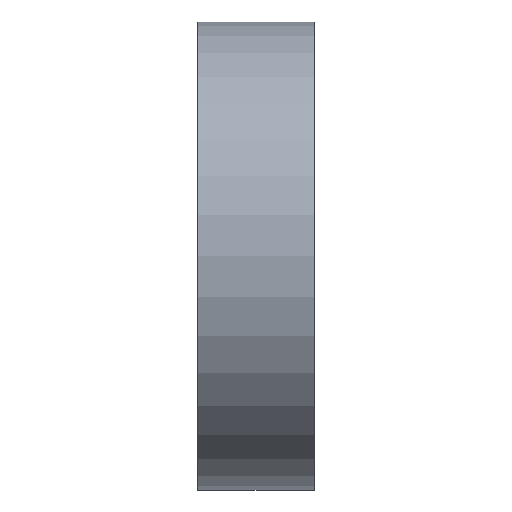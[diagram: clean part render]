
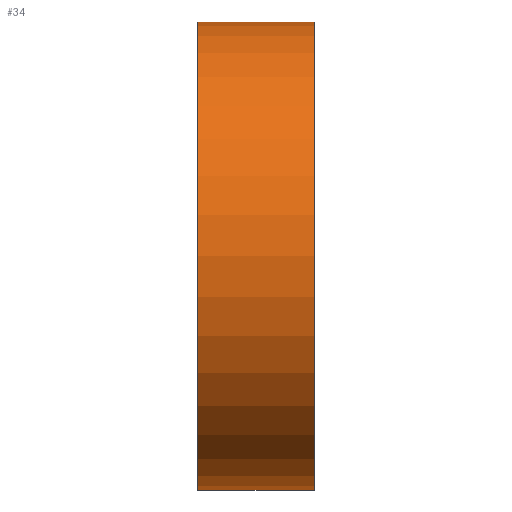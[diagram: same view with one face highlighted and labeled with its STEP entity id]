
A CAD part, left-side view. The second image highlights one B-rep face of the part: STEP entity #34.
In plain terms, the highlighted cylindrical face has radius 4 mm (diameter 8 mm), a partial arc.
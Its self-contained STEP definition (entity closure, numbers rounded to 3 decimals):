
#28 = VERTEX_POINT ( 'NONE', #316 ) ;
#34 = ADVANCED_FACE ( 'NONE', ( #250 ), #152, .T. ) ;
#43 = DIRECTION ( 'NONE',  ( 0., 0., 1. ) ) ;
#46 = DIRECTION ( 'NONE',  ( 0., 0., 1. ) ) ;
#69 = VECTOR ( 'NONE', #77, 1000. ) ;
#71 = VERTEX_POINT ( 'NONE', #179 ) ;
#75 = DIRECTION ( 'NONE',  ( 0., 1., 0. ) ) ;
#77 = DIRECTION ( 'NONE',  ( 0., -1., 0. ) ) ;
#83 = ORIENTED_EDGE ( 'NONE', *, *, #345, .F. ) ;
#124 = VERTEX_POINT ( 'NONE', #326 ) ;
#139 = CARTESIAN_POINT ( 'NONE',  ( -6.8, 0., -4. ) ) ;
#141 = EDGE_CURVE ( 'NONE', #71, #124, #379, .T. ) ;
#152 = CYLINDRICAL_SURFACE ( 'NONE', #163, 4. ) ;
#153 = CARTESIAN_POINT ( 'NONE',  ( -6.8, 2., -8. ) ) ;
#163 = AXIS2_PLACEMENT_3D ( 'NONE', #402, #217, #371 ) ;
#170 = DIRECTION ( 'NONE',  ( 0., 1., 0. ) ) ;
#172 = CIRCLE ( 'NONE', #344, 4. ) ;
#174 = ORIENTED_EDGE ( 'NONE', *, *, #255, .F. ) ;
#179 = CARTESIAN_POINT ( 'NONE',  ( -6.8, 2., -8. ) ) ;
#187 = ORIENTED_EDGE ( 'NONE', *, *, #141, .T. ) ;
#197 = VERTEX_POINT ( 'NONE', #291 ) ;
#206 = LINE ( 'NONE', #274, #69 ) ;
#212 = EDGE_LOOP ( 'NONE', ( #174, #187, #331, #83 ) ) ;
#217 = DIRECTION ( 'NONE',  ( 0., -1., 0. ) ) ;
#250 = FACE_OUTER_BOUND ( 'NONE', #212, .T. ) ;
#255 = EDGE_CURVE ( 'NONE', #71, #197, #172, .T. ) ;
#274 = CARTESIAN_POINT ( 'NONE',  ( -6.8, 2., 0. ) ) ;
#291 = CARTESIAN_POINT ( 'NONE',  ( -6.8, 2., 0. ) ) ;
#294 = AXIS2_PLACEMENT_3D ( 'NONE', #139, #75, #46 ) ;
#308 = VECTOR ( 'NONE', #408, 1000. ) ;
#316 = CARTESIAN_POINT ( 'NONE',  ( -6.8, 0., 0. ) ) ;
#326 = CARTESIAN_POINT ( 'NONE',  ( -6.8, 0., -8. ) ) ;
#331 = ORIENTED_EDGE ( 'NONE', *, *, #348, .T. ) ;
#332 = CARTESIAN_POINT ( 'NONE',  ( -6.8, 2., -4. ) ) ;
#344 = AXIS2_PLACEMENT_3D ( 'NONE', #332, #170, #43 ) ;
#345 = EDGE_CURVE ( 'NONE', #197, #28, #206, .T. ) ;
#348 = EDGE_CURVE ( 'NONE', #124, #28, #378, .T. ) ;
#371 = DIRECTION ( 'NONE',  ( 0., 0., -1. ) ) ;
#378 = CIRCLE ( 'NONE', #294, 4. ) ;
#379 = LINE ( 'NONE', #153, #308 ) ;
#402 = CARTESIAN_POINT ( 'NONE',  ( -6.8, 2., -4. ) ) ;
#408 = DIRECTION ( 'NONE',  ( 0., -1., 0. ) ) ;
